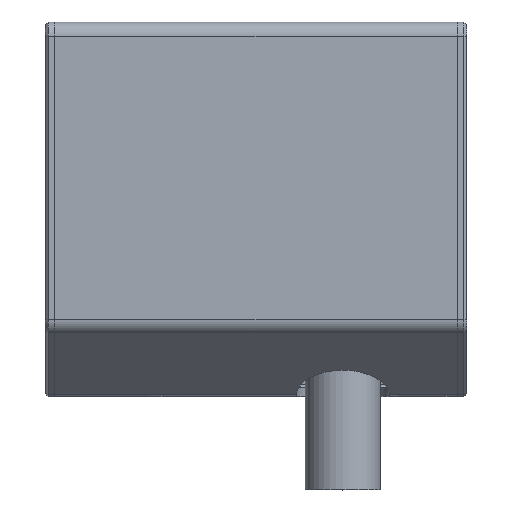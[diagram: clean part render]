
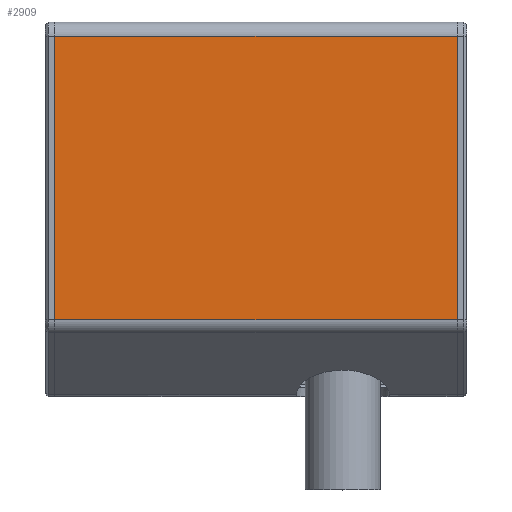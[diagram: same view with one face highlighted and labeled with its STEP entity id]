
A CAD part, top view. The second image highlights one B-rep face of the part: STEP entity #2909.
In plain terms, the highlighted planar face has unit normal (0, 0, 1).
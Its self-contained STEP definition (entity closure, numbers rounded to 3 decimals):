
#71=PLANE('',#3173);
#226=FACE_OUTER_BOUND('',#397,.T.);
#397=EDGE_LOOP('',(#2175,#2176,#2177,#2178));
#603=LINE('',#4689,#852);
#611=LINE('',#4728,#860);
#621=LINE('',#4755,#870);
#622=LINE('',#4757,#871);
#852=VECTOR('',#3590,10.);
#860=VECTOR('',#3632,10.);
#870=VECTOR('',#3664,10.);
#871=VECTOR('',#3667,10.);
#1304=VERTEX_POINT('',#4687);
#1305=VERTEX_POINT('',#4688);
#1319=VERTEX_POINT('',#4727);
#1325=VERTEX_POINT('',#4753);
#1611=EDGE_CURVE('',#1304,#1305,#603,.T.);
#1631=EDGE_CURVE('',#1319,#1305,#611,.T.);
#1645=EDGE_CURVE('',#1304,#1325,#621,.T.);
#1646=EDGE_CURVE('',#1319,#1325,#622,.T.);
#2175=ORIENTED_EDGE('',*,*,#1645,.T.);
#2176=ORIENTED_EDGE('',*,*,#1646,.F.);
#2177=ORIENTED_EDGE('',*,*,#1631,.T.);
#2178=ORIENTED_EDGE('',*,*,#1611,.F.);
#2909=ADVANCED_FACE('',(#226),#71,.T.);
#3173=AXIS2_PLACEMENT_3D('',#4756,#3665,#3666);
#3590=DIRECTION('',(0.,1.,0.));
#3632=DIRECTION('',(-1.,0.,0.));
#3664=DIRECTION('',(1.,0.,0.));
#3665=DIRECTION('center_axis',(0.,0.,1.));
#3666=DIRECTION('ref_axis',(0.,-1.,0.));
#3667=DIRECTION('',(0.,-1.,0.));
#4687=CARTESIAN_POINT('',(-43.,16.333,49.01));
#4688=CARTESIAN_POINT('',(-43.,76.905,49.01));
#4689=CARTESIAN_POINT('',(-43.,80.01,49.01));
#4727=CARTESIAN_POINT('',(43.,76.905,49.01));
#4728=CARTESIAN_POINT('',(0.,76.905,49.01));
#4753=CARTESIAN_POINT('',(43.,16.333,49.01));
#4755=CARTESIAN_POINT('',(0.,16.333,49.01));
#4756=CARTESIAN_POINT('Origin',(0.,76.905,49.01));
#4757=CARTESIAN_POINT('',(43.,80.01,49.01));
